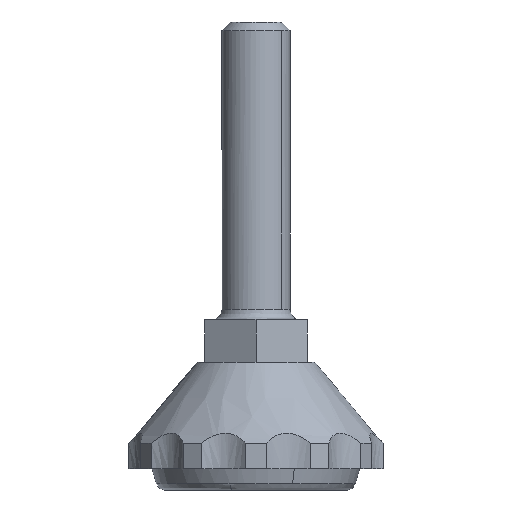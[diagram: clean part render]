
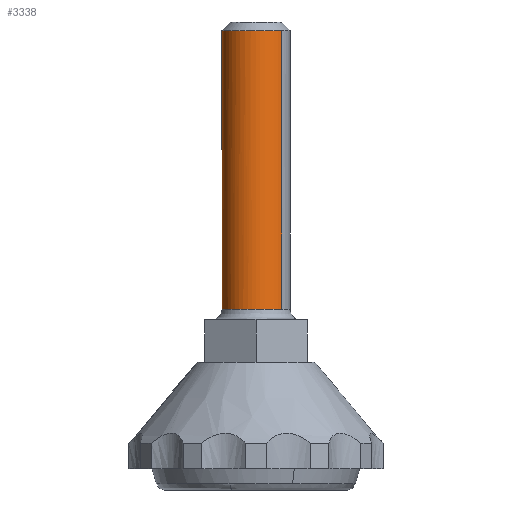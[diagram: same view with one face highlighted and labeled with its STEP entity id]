
A CAD part, left-side view. The second image highlights one B-rep face of the part: STEP entity #3338.
In plain terms, the highlighted free-form (B-spline) face has degree [2, 1] with [9, 2] control points.
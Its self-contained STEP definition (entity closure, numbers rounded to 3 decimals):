
#3075=CARTESIAN_POINT('',(0.07,8.,108.));
#3076=VERTEX_POINT('',#3075);
#3082=CARTESIAN_POINT('',(-8.0,0.0,108.0));
#3083=VERTEX_POINT('',#3082);
#3084=CARTESIAN_POINT('',(-8.0,0.0,108.0));
#3085=CARTESIAN_POINT('',(-8.0,8.0,108.0));
#3086=CARTESIAN_POINT('',(0.0,8.0,108.0));
#3087=CARTESIAN_POINT('',(0.035,8.,108.));
#3088=CARTESIAN_POINT('',(0.07,8.,108.));
#3096=(BOUNDED_CURVE()B_SPLINE_CURVE(2,(#3084,#3085,#3086,#3087,#3088),.UNSPECIFIED.,.F.,.U.)B_SPLINE_CURVE_WITH_KNOTS((3,2,3),(0.5,0.75,0.752),.UNSPECIFIED.)CURVE()GEOMETRIC_REPRESENTATION_ITEM()RATIONAL_B_SPLINE_CURVE((1.0,0.707,1.0,0.998,0.996))REPRESENTATION_ITEM(''));
#3097=EDGE_CURVE('',#3083,#3076,#3096,.T.);
#3099=CARTESIAN_POINT('',(-5.228,-6.055,108.0));
#3100=VERTEX_POINT('',#3099);
#3101=CARTESIAN_POINT('',(-5.228,-6.055,108.0));
#3102=CARTESIAN_POINT('',(-8.0,-3.662,108.));
#3103=CARTESIAN_POINT('',(-8.0,0.0,108.0));
#3111=(BOUNDED_CURVE()B_SPLINE_CURVE(2,(#3101,#3102,#3103),.UNSPECIFIED.,.F.,.U.)B_SPLINE_CURVE_WITH_KNOTS((3,3),(0.364,0.5),.UNSPECIFIED.)CURVE()GEOMETRIC_REPRESENTATION_ITEM()RATIONAL_B_SPLINE_CURVE((0.855,0.841,1.0))REPRESENTATION_ITEM(''));
#3112=EDGE_CURVE('',#3100,#3083,#3111,.T.);
#3114=CARTESIAN_POINT('',(-0.209,-7.997,108.0));
#3115=VERTEX_POINT('',#3114);
#3129=CARTESIAN_POINT('',(8.0,0.0,108.0));
#3130=VERTEX_POINT('',#3129);
#3131=CARTESIAN_POINT('',(8.0,0.0,108.0));
#3132=CARTESIAN_POINT('',(8.0,-8.0,108.0));
#3133=CARTESIAN_POINT('',(0.0,-8.0,108.0));
#3134=CARTESIAN_POINT('',(-0.105,-8.0,108.));
#3135=CARTESIAN_POINT('',(-0.209,-7.997,108.));
#3143=(BOUNDED_CURVE()B_SPLINE_CURVE(2,(#3131,#3132,#3133,#3134,#3135),.UNSPECIFIED.,.F.,.U.)B_SPLINE_CURVE_WITH_KNOTS((3,2,3),(0.0,0.25,0.255),.UNSPECIFIED.)CURVE()GEOMETRIC_REPRESENTATION_ITEM()RATIONAL_B_SPLINE_CURVE((1.0,0.707,1.0,0.995,0.989))REPRESENTATION_ITEM(''));
#3144=EDGE_CURVE('',#3130,#3115,#3143,.T.);
#3146=CARTESIAN_POINT('',(5.517,5.793,108.));
#3147=VERTEX_POINT('',#3146);
#3148=CARTESIAN_POINT('',(5.517,5.793,108.));
#3149=CARTESIAN_POINT('',(8.0,3.429,108.));
#3150=CARTESIAN_POINT('',(8.0,0.0,108.0));
#3158=(BOUNDED_CURVE()B_SPLINE_CURVE(2,(#3148,#3149,#3150),.UNSPECIFIED.,.F.,.U.)B_SPLINE_CURVE_WITH_KNOTS((3,3),(0.871,1.0),.UNSPECIFIED.)CURVE()GEOMETRIC_REPRESENTATION_ITEM()RATIONAL_B_SPLINE_CURVE((0.854,0.849,1.0))REPRESENTATION_ITEM(''));
#3159=EDGE_CURVE('',#3147,#3130,#3158,.T.);
#3197=CARTESIAN_POINT('',(0.07,8.,108.));
#3198=CARTESIAN_POINT('',(3.229,7.972,108.0));
#3199=CARTESIAN_POINT('',(5.517,5.793,108.));
#3207=(BOUNDED_CURVE()B_SPLINE_CURVE(2,(#3197,#3198,#3199),.UNSPECIFIED.,.F.,.U.)B_SPLINE_CURVE_WITH_KNOTS((3,3),(0.752,0.871),.UNSPECIFIED.)CURVE()GEOMETRIC_REPRESENTATION_ITEM()RATIONAL_B_SPLINE_CURVE((0.996,0.858,0.854))REPRESENTATION_ITEM(''));
#3208=EDGE_CURVE('',#3076,#3147,#3207,.T.);
#3214=CARTESIAN_POINT('',(-5.228,-6.055,109.638));
#3215=CARTESIAN_POINT('',(-8.096,-3.579,109.638));
#3216=CARTESIAN_POINT('',(-7.997,0.209,109.638));
#3217=CARTESIAN_POINT('',(-7.788,8.207,109.638));
#3218=CARTESIAN_POINT('',(0.209,7.997,109.638));
#3219=CARTESIAN_POINT('',(8.207,7.788,109.638));
#3220=CARTESIAN_POINT('',(7.997,-0.209,109.638));
#3221=CARTESIAN_POINT('',(7.788,-8.207,109.638));
#3222=CARTESIAN_POINT('',(-0.209,-7.997,109.638));
#3223=CARTESIAN_POINT('',(-5.228,-6.055,40.822));
#3224=CARTESIAN_POINT('',(-8.096,-3.579,40.822));
#3225=CARTESIAN_POINT('',(-7.997,0.209,40.822));
#3226=CARTESIAN_POINT('',(-7.788,8.207,40.822));
#3227=CARTESIAN_POINT('',(0.209,7.997,40.822));
#3228=CARTESIAN_POINT('',(8.207,7.788,40.822));
#3229=CARTESIAN_POINT('',(7.997,-0.209,40.822));
#3230=CARTESIAN_POINT('',(7.788,-8.207,40.822));
#3231=CARTESIAN_POINT('',(-0.209,-7.997,40.822));
#3239=(BOUNDED_SURFACE()B_SPLINE_SURFACE(2,1,((#3214,#3223),(#3215,#3224),(#3216,#3225),(#3217,#3226),(#3218,#3227),(#3219,#3228),(#3220,#3229),(#3221,#3230),(#3222,#3231)),.UNSPECIFIED.,.F.,.F.,.U.)B_SPLINE_SURFACE_WITH_KNOTS((3,2,2,2,3),(2,2),(0.0,7.423,20.678,33.932,47.187),(0.0,68.816),.UNSPECIFIED.)GEOMETRIC_REPRESENTATION_ITEM()RATIONAL_B_SPLINE_SURFACE(((0.856,0.856),(0.836,0.836),(1.0,1.0),(0.707,0.707),(1.0,1.0),(0.707,0.707),(1.0,1.0),(0.707,0.707),(1.0,1.0)))REPRESENTATION_ITEM('')SURFACE());
#3240=CARTESIAN_POINT('',(-8.0,0.0,42.5));
#3241=VERTEX_POINT('',#3240);
#3242=CARTESIAN_POINT('',(-5.228,-6.055,42.5));
#3243=VERTEX_POINT('',#3242);
#3244=CARTESIAN_POINT('',(-8.0,0.0,42.5));
#3245=CARTESIAN_POINT('',(-8.0,-3.662,42.5));
#3246=CARTESIAN_POINT('',(-5.228,-6.055,42.5));
#3254=(BOUNDED_CURVE()B_SPLINE_CURVE(2,(#3244,#3245,#3246),.UNSPECIFIED.,.F.,.U.)B_SPLINE_CURVE_WITH_KNOTS((3,3),(0.5,0.636),.UNSPECIFIED.)CURVE()GEOMETRIC_REPRESENTATION_ITEM()RATIONAL_B_SPLINE_CURVE((1.0,0.841,0.855))REPRESENTATION_ITEM(''));
#3255=EDGE_CURVE('',#3241,#3243,#3254,.T.);
#3256=ORIENTED_EDGE('',*,*,#3255,.T.);
#3257=CARTESIAN_POINT('',(-5.228,-6.055,108.0));
#3258=CARTESIAN_POINT('',(-5.228,-6.055,42.5));
#3259=QUASI_UNIFORM_CURVE('',1,(#3257,#3258),.UNSPECIFIED.,.F.,.U.);
#3260=EDGE_CURVE('',#3100,#3243,#3259,.T.);
#3261=ORIENTED_EDGE('',*,*,#3260,.F.);
#3262=ORIENTED_EDGE('',*,*,#3112,.T.);
#3263=ORIENTED_EDGE('',*,*,#3097,.T.);
#3264=ORIENTED_EDGE('',*,*,#3208,.T.);
#3265=ORIENTED_EDGE('',*,*,#3159,.T.);
#3266=ORIENTED_EDGE('',*,*,#3144,.T.);
#3267=CARTESIAN_POINT('',(-0.209,-7.997,42.5));
#3268=VERTEX_POINT('',#3267);
#3269=CARTESIAN_POINT('',(-0.209,-7.997,108.0));
#3270=CARTESIAN_POINT('',(-0.209,-7.997,42.5));
#3271=QUASI_UNIFORM_CURVE('',1,(#3269,#3270),.UNSPECIFIED.,.F.,.U.);
#3272=EDGE_CURVE('',#3115,#3268,#3271,.T.);
#3273=ORIENTED_EDGE('',*,*,#3272,.T.);
#3274=CARTESIAN_POINT('',(7.999,-0.101,42.5));
#3275=VERTEX_POINT('',#3274);
#3276=CARTESIAN_POINT('',(-0.209,-7.997,42.5));
#3277=CARTESIAN_POINT('',(-0.105,-8.0,42.5));
#3278=CARTESIAN_POINT('',(0.0,-8.0,42.5));
#3279=CARTESIAN_POINT('',(7.9,-8.0,42.5));
#3280=CARTESIAN_POINT('',(7.999,-0.101,42.5));
#3288=(BOUNDED_CURVE()B_SPLINE_CURVE(2,(#3276,#3277,#3278,#3279,#3280),.UNSPECIFIED.,.F.,.U.)B_SPLINE_CURVE_WITH_KNOTS((3,2,3),(0.745,0.75,0.998),.UNSPECIFIED.)CURVE()GEOMETRIC_REPRESENTATION_ITEM()RATIONAL_B_SPLINE_CURVE((0.989,0.995,1.0,0.71,0.995))REPRESENTATION_ITEM(''));
#3289=EDGE_CURVE('',#3268,#3275,#3288,.T.);
#3290=ORIENTED_EDGE('',*,*,#3289,.T.);
#3291=CARTESIAN_POINT('',(8.0,0.0,42.5));
#3292=VERTEX_POINT('',#3291);
#3293=CARTESIAN_POINT('',(7.999,-0.101,42.5));
#3294=CARTESIAN_POINT('',(8.0,-0.05,42.5));
#3295=CARTESIAN_POINT('',(8.0,0.0,42.5));
#3303=(BOUNDED_CURVE()B_SPLINE_CURVE(2,(#3293,#3294,#3295),.UNSPECIFIED.,.F.,.U.)B_SPLINE_CURVE_WITH_KNOTS((3,3),(0.998,1.0),.UNSPECIFIED.)CURVE()GEOMETRIC_REPRESENTATION_ITEM()RATIONAL_B_SPLINE_CURVE((0.995,0.997,1.0))REPRESENTATION_ITEM(''));
#3304=EDGE_CURVE('',#3275,#3292,#3303,.T.);
#3305=ORIENTED_EDGE('',*,*,#3304,.T.);
#3306=CARTESIAN_POINT('',(0.558,7.981,42.5));
#3307=VERTEX_POINT('',#3306);
#3308=CARTESIAN_POINT('',(8.0,0.0,42.5));
#3309=CARTESIAN_POINT('',(8.0,7.46,42.5));
#3310=CARTESIAN_POINT('',(0.558,7.981,42.5));
#3318=(BOUNDED_CURVE()B_SPLINE_CURVE(2,(#3308,#3309,#3310),.UNSPECIFIED.,.F.,.U.)B_SPLINE_CURVE_WITH_KNOTS((3,3),(0.0,0.238),.UNSPECIFIED.)CURVE()GEOMETRIC_REPRESENTATION_ITEM()RATIONAL_B_SPLINE_CURVE((1.0,0.721,0.973))REPRESENTATION_ITEM(''));
#3319=EDGE_CURVE('',#3292,#3307,#3318,.T.);
#3320=ORIENTED_EDGE('',*,*,#3319,.T.);
#3321=CARTESIAN_POINT('',(0.558,7.981,42.5));
#3322=CARTESIAN_POINT('',(0.279,8.0,42.5));
#3323=CARTESIAN_POINT('',(0.0,8.0,42.5));
#3324=CARTESIAN_POINT('',(-8.0,8.0,42.5));
#3325=CARTESIAN_POINT('',(-8.0,0.0,42.5));
#3333=(BOUNDED_CURVE()B_SPLINE_CURVE(2,(#3321,#3322,#3323,#3324,#3325),.UNSPECIFIED.,.F.,.U.)B_SPLINE_CURVE_WITH_KNOTS((3,2,3),(0.238,0.25,0.5),.UNSPECIFIED.)CURVE()GEOMETRIC_REPRESENTATION_ITEM()RATIONAL_B_SPLINE_CURVE((0.973,0.986,1.0,0.707,1.0))REPRESENTATION_ITEM(''));
#3334=EDGE_CURVE('',#3307,#3241,#3333,.T.);
#3335=ORIENTED_EDGE('',*,*,#3334,.T.);
#3336=EDGE_LOOP('',(#3256,#3261,#3262,#3263,#3264,#3265,#3266,#3273,#3290,#3305,#3320,#3335));
#3337=FACE_OUTER_BOUND('',#3336,.T.);
#3338=ADVANCED_FACE('',(#3337),#3239,.T.);
